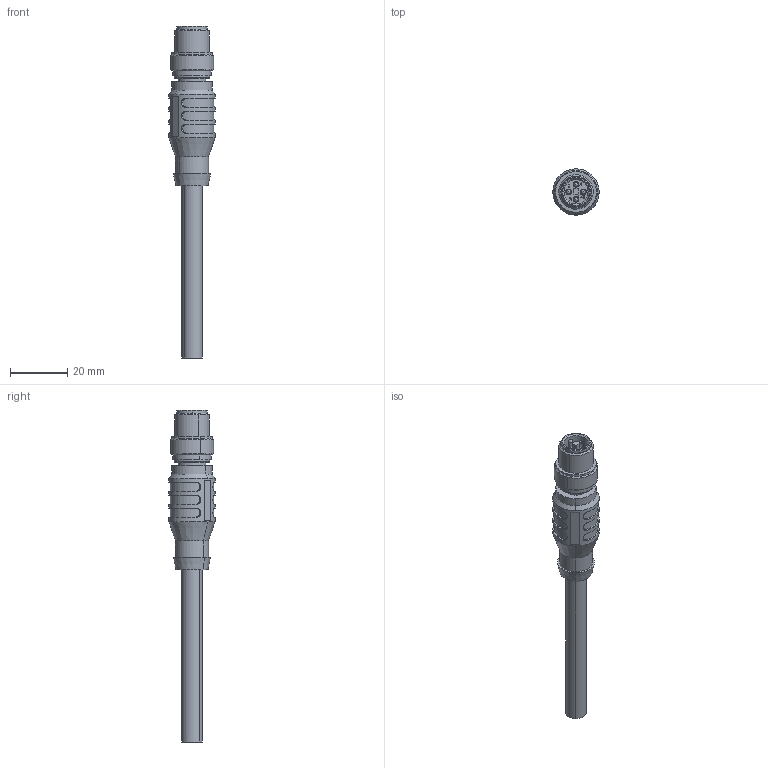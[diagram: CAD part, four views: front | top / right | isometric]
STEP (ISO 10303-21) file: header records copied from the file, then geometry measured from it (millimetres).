
FILE_DESCRIPTION(/* description */ (''),/* implementation_level */ '2;1');
FILE_NAME(/* name */ 'PT-EZ4-M-P00.stp',/* time_stamp */ '2023-06-05T16:26:58+08:00',/* author */ (''),/* organization */ (''),/* preprocessor_version */ 'ST-DEVELOPER v16',/* originating_system */ 'SIEMENS PLM Software NX 10.0',/* authorisation */ '');
FILE_SCHEMA (('AP203_CONFIGURATION_CONTROLLED_3D_DESIGN_OF_MECHANICAL_PARTS_AND_ASSEMBLIES_MIM_LF { 1 0 10303 403 2 1 2}'));
Length unit declared in the file: millimetre
Products named in the file (1): dell3018E59Brcp6
Bounding box: 16.1 x 16.08 x 115.5 mm (x, y, z)
Volume: 10184.5 mm3; surface area: 5586.3 mm2
Topology: 1 solids, 6 shells, 226 faces, 542 edges, 352 vertices
Faces by surface type: cylinder 89, plane 86, cone 26, extrusion 20, sphere 4, torus 1
Full cylindrical faces by diameter (mm): 1.5 x8, 1.8 x4, 9.6 x1, 12.5 x1
Entity records: 7873 total; most frequent: CARTESIAN_POINT 2706, DIRECTION 1021, ORIENTED_EDGE 1010, EDGE_CURVE 505, AXIS2_PLACEMENT_3D 377, VERTEX_POINT 338, EDGE_LOOP 283, VECTOR 267
